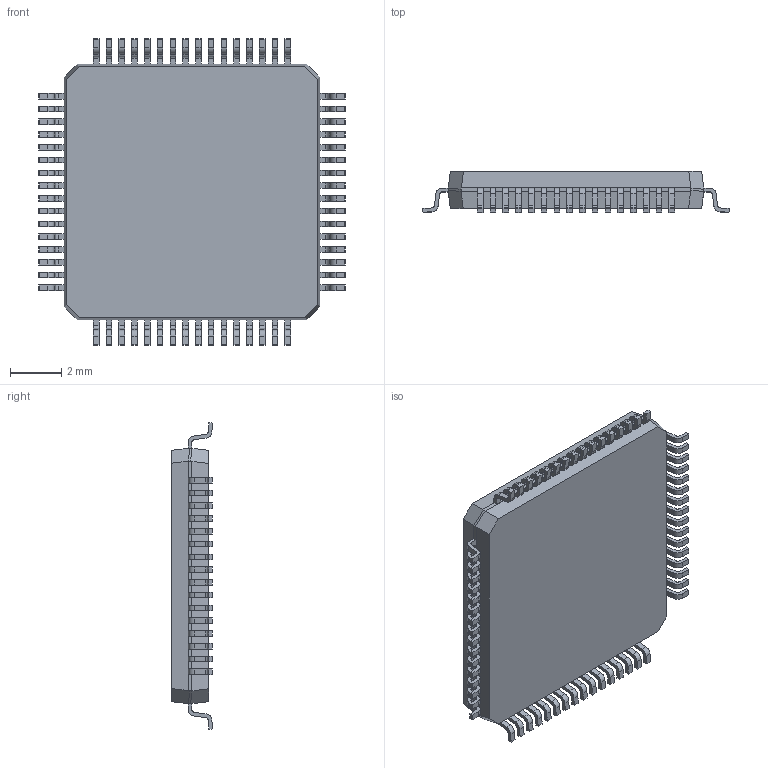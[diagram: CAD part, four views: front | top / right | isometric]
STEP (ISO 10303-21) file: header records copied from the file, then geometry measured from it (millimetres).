
FILE_DESCRIPTION (( 'STEP AP214' ), '1' );
FILE_NAME ('STM32F401RET6U.STEP', '2023-01-24T08:10:33', ( '' ), ( '' ), 'SwSTEP 2.0', 'SolidWorks 2021', '' );
FILE_SCHEMA (( 'AUTOMOTIVE_DESIGN' ));
Length unit declared in the file: millimetre
Products named in the file (1): STM32F401RET6U
Bounding box: 12 x 1.6 x 12 mm (x, y, z)
Volume: 145.4 mm3; surface area: 326.2 mm2
Topology: 65 solids, 65 shells, 922 faces, 2376 edges, 1584 vertices
Faces by surface type: plane 666, cylinder 256
Entity records: 28562 total; most frequent: CARTESIAN_POINT 4883, ORIENTED_EDGE 4752, DIRECTION 4734, EDGE_CURVE 2376, LINE 1864, VECTOR 1864, VERTEX_POINT 1584, AXIS2_PLACEMENT_3D 1435
